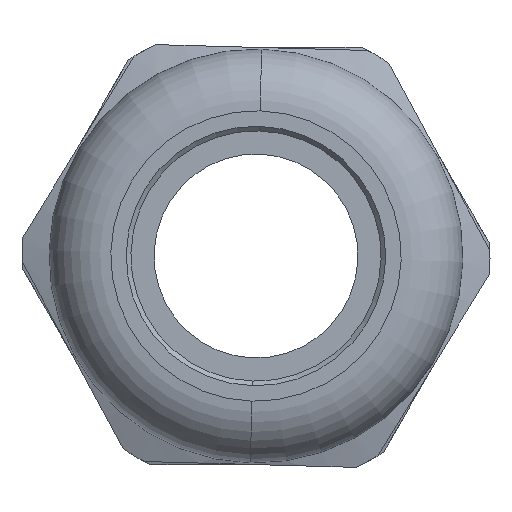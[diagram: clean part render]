
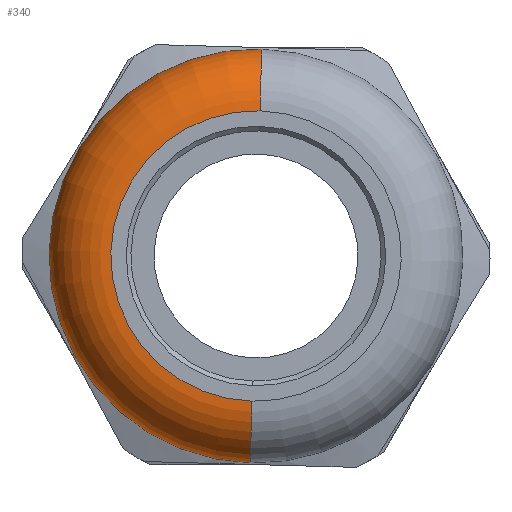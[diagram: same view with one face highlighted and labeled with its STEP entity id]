
A CAD part, left-side view. The second image highlights one B-rep face of the part: STEP entity #340.
In plain terms, the highlighted toroidal (fillet/blend) face has major radius 9.4 mm and minor radius 4 mm.
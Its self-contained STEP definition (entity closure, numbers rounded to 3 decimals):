
#311 = DIRECTION ( 'NONE',  ( 0., 0., -1. ) ) ;
#322 = DIRECTION ( 'NONE',  ( 0., 0., -1. ) ) ;
#340 = ADVANCED_FACE ( 'NONE', ( #1928 ), #5810, .T. ) ;
#673 = EDGE_CURVE ( 'NONE', #6241, #5132, #1298, .T. ) ;
#1298 = CIRCLE ( 'NONE', #10156, 13.4 ) ;
#1471 = CARTESIAN_POINT ( 'NONE',  ( -16.5, 0., -9.4 ) ) ;
#1885 = DIRECTION ( 'NONE',  ( 0., 0., -1. ) ) ;
#1928 = FACE_OUTER_BOUND ( 'NONE', #5491, .T. ) ;
#2125 = DIRECTION ( 'NONE',  ( 0., 1., 0. ) ) ;
#2154 = VERTEX_POINT ( 'NONE', #8120 ) ;
#2743 = AXIS2_PLACEMENT_3D ( 'NONE', #6923, #2826, #322 ) ;
#2822 = CIRCLE ( 'NONE', #4170, 9.4 ) ;
#2826 = DIRECTION ( 'NONE',  ( 0., -1., 0. ) ) ;
#3438 = CIRCLE ( 'NONE', #6165, 4. ) ;
#4111 = DIRECTION ( 'NONE',  ( 0., 0., -1. ) ) ;
#4170 = AXIS2_PLACEMENT_3D ( 'NONE', #6099, #7599, #311 ) ;
#4487 = ORIENTED_EDGE ( 'NONE', *, *, #9887, .T. ) ;
#5132 = VERTEX_POINT ( 'NONE', #7956 ) ;
#5491 = EDGE_LOOP ( 'NONE', ( #4487, #9244, #7674, #9633 ) ) ;
#5810 = TOROIDAL_SURFACE ( 'NONE', #6668, 9.4, 4. ) ;
#6099 = CARTESIAN_POINT ( 'NONE',  ( -16.5, 0., 0. ) ) ;
#6165 = AXIS2_PLACEMENT_3D ( 'NONE', #10127, #2125, #7716 ) ;
#6241 = VERTEX_POINT ( 'NONE', #6802 ) ;
#6668 = AXIS2_PLACEMENT_3D ( 'NONE', #7412, #9931, #4111 ) ;
#6802 = CARTESIAN_POINT ( 'NONE',  ( -12.5, 0., -13.4 ) ) ;
#6923 = CARTESIAN_POINT ( 'NONE',  ( -12.5, 0., -9.4 ) ) ;
#7129 = VERTEX_POINT ( 'NONE', #1471 ) ;
#7412 = CARTESIAN_POINT ( 'NONE',  ( -12.5, 0., 0. ) ) ;
#7599 = DIRECTION ( 'NONE',  ( 1., 0., 0. ) ) ;
#7674 = ORIENTED_EDGE ( 'NONE', *, *, #673, .F. ) ;
#7716 = DIRECTION ( 'NONE',  ( 0., 0., 1. ) ) ;
#7956 = CARTESIAN_POINT ( 'NONE',  ( -12.5, 0., 13.4 ) ) ;
#8120 = CARTESIAN_POINT ( 'NONE',  ( -16.5, 0., 9.4 ) ) ;
#8232 = EDGE_CURVE ( 'NONE', #7129, #6241, #10069, .T. ) ;
#8385 = DIRECTION ( 'NONE',  ( 1., 0., 0. ) ) ;
#9185 = CARTESIAN_POINT ( 'NONE',  ( -12.5, 0., 0. ) ) ;
#9244 = ORIENTED_EDGE ( 'NONE', *, *, #10550, .T. ) ;
#9633 = ORIENTED_EDGE ( 'NONE', *, *, #8232, .F. ) ;
#9887 = EDGE_CURVE ( 'NONE', #7129, #2154, #2822, .T. ) ;
#9931 = DIRECTION ( 'NONE',  ( 1., 0., 0. ) ) ;
#10069 = CIRCLE ( 'NONE', #2743, 4. ) ;
#10127 = CARTESIAN_POINT ( 'NONE',  ( -12.5, 0., 9.4 ) ) ;
#10156 = AXIS2_PLACEMENT_3D ( 'NONE', #9185, #8385, #1885 ) ;
#10550 = EDGE_CURVE ( 'NONE', #2154, #5132, #3438, .T. ) ;
